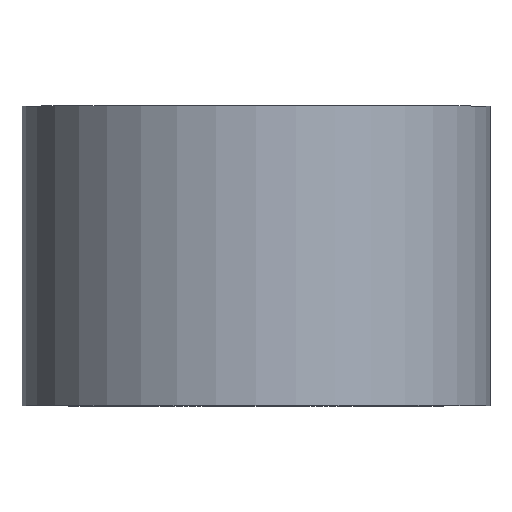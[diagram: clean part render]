
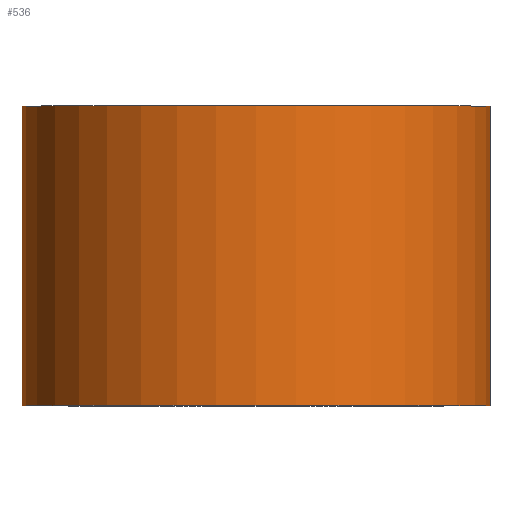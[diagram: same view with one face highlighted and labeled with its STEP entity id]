
A CAD part, top view. The second image highlights one B-rep face of the part: STEP entity #536.
In plain terms, the highlighted cylindrical face has radius 12.5 mm (diameter 25 mm), a partial arc.
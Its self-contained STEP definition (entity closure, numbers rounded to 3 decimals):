
#39=CYLINDRICAL_SURFACE('',#615,12.5);
#91=FACE_OUTER_BOUND('',#131,.T.);
#131=EDGE_LOOP('',(#489,#490,#491,#492));
#162=LINE('',#1021,#192);
#167=LINE('',#1034,#197);
#192=VECTOR('',#760,10.);
#197=VECTOR('',#775,10.);
#203=CIRCLE('',#559,12.5);
#234=CIRCLE('',#616,12.5);
#241=VERTEX_POINT('',#797);
#242=VERTEX_POINT('',#799);
#280=VERTEX_POINT('',#1020);
#283=VERTEX_POINT('',#1032);
#291=EDGE_CURVE('',#241,#242,#203,.T.);
#349=EDGE_CURVE('',#242,#280,#162,.T.);
#356=EDGE_CURVE('',#241,#283,#167,.T.);
#357=EDGE_CURVE('',#280,#283,#234,.T.);
#489=ORIENTED_EDGE('',*,*,#291,.F.);
#490=ORIENTED_EDGE('',*,*,#356,.T.);
#491=ORIENTED_EDGE('',*,*,#357,.F.);
#492=ORIENTED_EDGE('',*,*,#349,.F.);
#536=ADVANCED_FACE('',(#91),#39,.T.);
#559=AXIS2_PLACEMENT_3D('',#800,#636,#637);
#615=AXIS2_PLACEMENT_3D('',#1035,#776,#777);
#616=AXIS2_PLACEMENT_3D('',#1036,#778,#779);
#636=DIRECTION('center_axis',(0.,1.,0.));
#637=DIRECTION('ref_axis',(-0.38,0.,-0.925));
#760=DIRECTION('',(0.,-1.,0.));
#775=DIRECTION('',(0.,-1.,0.));
#776=DIRECTION('center_axis',(0.,-1.,0.));
#777=DIRECTION('ref_axis',(0.,0.,1.));
#778=DIRECTION('center_axis',(0.,-1.,0.));
#779=DIRECTION('ref_axis',(-0.38,0.,-0.925));
#797=CARTESIAN_POINT('',(-4.745,0.,-11.565));
#799=CARTESIAN_POINT('',(4.745,0.,-11.565));
#800=CARTESIAN_POINT('Origin',(0.,0.,0.));
#1020=CARTESIAN_POINT('',(4.745,-16.,-11.565));
#1021=CARTESIAN_POINT('',(4.745,0.,-11.565));
#1032=CARTESIAN_POINT('',(-4.745,-16.,-11.565));
#1034=CARTESIAN_POINT('',(-4.745,0.,-11.565));
#1035=CARTESIAN_POINT('Origin',(0.,0.,0.));
#1036=CARTESIAN_POINT('Origin',(0.,-16.,0.));
